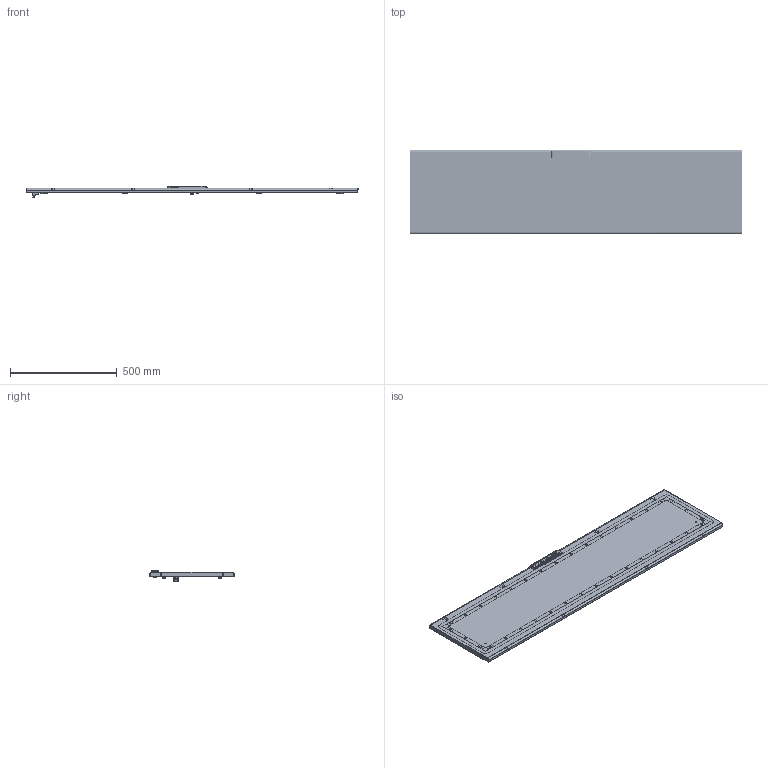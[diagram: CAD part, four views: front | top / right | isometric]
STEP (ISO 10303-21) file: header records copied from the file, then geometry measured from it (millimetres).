
FILE_DESCRIPTION (( 'STEP AP203' ), '1' );
FILE_NAME ('1600x400.step', '2011-02-16T12:14:53', ( 'User' ), ( 'DKC' ), 'SwSTEP 2.0', 'SolidWorks 2010', '' );
FILE_SCHEMA (( 'CONFIG_CONTROL_DESIGN' ));
Products named in the file (33): Sviluppo porta quadro_1600x400; sealant for sviluppo porta quadro_1600x400; Montante verticale + Traversa orizzontale interno porta_Montante verticale 1600; 1600x400; AC00C400 Quadro IP55 Guida aste_Default; Montante verticale + Traversa orizzontale interno porta_Traversa orizzontale 400; Hex Flange Bolt M6x10_ISO 4162 - M6 x 12 x 12-S; ribattino AC00C377; boccola AC00C378; AC00C184 dado telaio interno porta_Default; RAMBLOCK montata modificated_Default; maniglia RAM BLOCK modificated_AC00C505; AC00C183_Default; ASTINA Superiore_1600; Çåðêàëüíî îòðàçèòüribattino AC00C377; Nut M6_Hexagon Nut ISO - 4034 - M6 - S; Tappo_?????; Çåðêàëüíî îòðàçèòüboccola AC00C378; Çåðêàëüíî îòðàçèòüterminator for door.SLDPRT1; Çåðêàëüíî îòðàçèòüterminator for door.SLDPRT; Sealing ring; Wood screw 4.2x13_Tapping screw DIN 7049-ST4.2x13-F-H-S; distanziale di gomma per RAM BLOCK_Default; terminator for door.SLDPRT; land; Ingranaggio per cariglione modificated_AC00C388; basetta esterna_AC00C506; linguetta_AC00C387; end-cap_AC00C061; Sostegno autoallineante per porta AC00C446; ASTINA Inferiore_1600; hinge AC00C170_Default; inserto chiave per maniglia RAM BLOCK_AC00C389
Assembly tree (72 placements, depth 3):
  1600x400
    Nut M6_Hexagon Nut ISO - 4034 - M6 - S  x4
    AC00C184 dado telaio interno porta_Default  x6
    Tappo_?????  x2
    terminator for door.SLDPRT  x2
      boccola AC00C378
      ribattino AC00C377
    AC00C400 Quadro IP55 Guida aste_Default  x4
    Wood screw 4.2x13_Tapping screw DIN 7049-ST4.2x13-F-H-S  x5
    land  x12
    Hex Flange Bolt M6x10_ISO 4162 - M6 x 12 x 12-S
    Sviluppo porta quadro_1600x400
    RAMBLOCK montata modificated_Default
      Ingranaggio per cariglione modificated_AC00C388
      basetta esterna_AC00C506
      inserto chiave per maniglia RAM BLOCK_AC00C389
      Sealing ring
      maniglia RAM BLOCK modificated_AC00C505
    Montante verticale + Traversa orizzontale interno porta_Traversa orizzontale 400  x2
    end-cap_AC00C061  x2
    distanziale di gomma per RAM BLOCK_Default  x2
    ASTINA Superiore_1600
    hinge AC00C170_Default  x4
    Montante verticale + Traversa orizzontale interno porta_Montante verticale 1600  x2
    AC00C183_Default  x4
    Sostegno autoallineante per porta AC00C446
    linguetta_AC00C387
    sealant for sviluppo porta quadro_1600x400
    Çåðêàëüíî îòðàçèòüterminator for door.SLDPRT
      Çåðêàëüíî îòðàçèòüribattino AC00C377
      Çåðêàëüíî îòðàçèòüboccola AC00C378
    Çåðêàëüíî îòðàçèòüterminator for door.SLDPRT1
      Çåðêàëüíî îòðàçèòüribattino AC00C377
      Çåðêàëüíî îòðàçèòüboccola AC00C378
    ASTINA Inferiore_1600
Bounding box: 1555 x 394 x 52.66 mm (x, y, z)
Volume: 2181113 mm3; surface area: 2169857.1 mm2
Topology: 81 solids, 81 shells, 8207 faces, 22720 edges, 14786 vertices
Faces by surface type: bspline 3427, plane 2147, cylinder 2086, cone 469, torus 60, sphere 18
Entity records: 85137 total; most frequent: CARTESIAN_POINT 30629, ORIENTED_EDGE 11058, DIRECTION 9563, EDGE_CURVE 5529, VERTEX_POINT 3544, AXIS2_PLACEMENT_3D 3372, LINE 2819, VECTOR 2819
